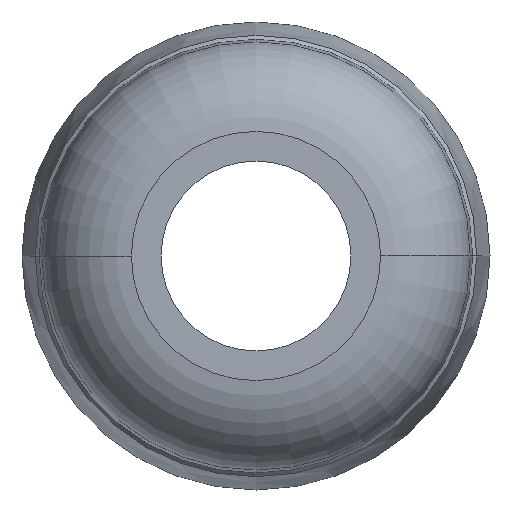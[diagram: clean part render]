
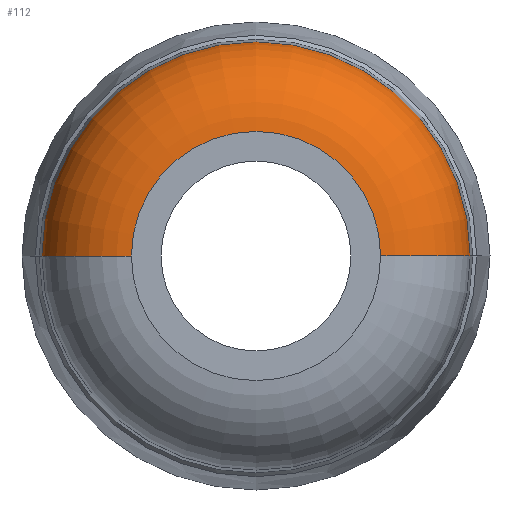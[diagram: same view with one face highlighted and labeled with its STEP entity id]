
A CAD part, front view. The second image highlights one B-rep face of the part: STEP entity #112.
In plain terms, the highlighted toroidal (fillet/blend) face has major radius 10.07 mm and minor radius 8 mm.
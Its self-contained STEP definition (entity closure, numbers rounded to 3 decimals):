
#5 = CARTESIAN_POINT ( 'NONE',  ( 0., -34.988, 10.5 ) ) ;
#8 = AXIS2_PLACEMENT_3D ( 'NONE', #367, #701, #179 ) ;
#11 = EDGE_CURVE ( 'NONE', #405, #707, #680, .T. ) ;
#62 = CARTESIAN_POINT ( 'NONE',  ( 10.07, -27., 0. ) ) ;
#64 = ORIENTED_EDGE ( 'NONE', *, *, #736, .F. ) ;
#83 = DIRECTION ( 'NONE',  ( 0., 1., 0. ) ) ;
#89 = AXIS2_PLACEMENT_3D ( 'NONE', #186, #83, #366 ) ;
#108 = DIRECTION ( 'NONE',  ( -1., 0., 0. ) ) ;
#112 = ADVANCED_FACE ( 'NONE', ( #526 ), #328, .T. ) ;
#134 = ORIENTED_EDGE ( 'NONE', *, *, #11, .F. ) ;
#140 = EDGE_CURVE ( 'NONE', #311, #279, #273, .T. ) ;
#145 = CARTESIAN_POINT ( 'NONE',  ( 18.04, -27.697, 0. ) ) ;
#166 = EDGE_CURVE ( 'NONE', #311, #452, #516, .T. ) ;
#179 = DIRECTION ( 'NONE',  ( -1., 0., 0. ) ) ;
#186 = CARTESIAN_POINT ( 'NONE',  ( 0., -27.697, 0. ) ) ;
#217 = CARTESIAN_POINT ( 'NONE',  ( -10.07, -27., 0. ) ) ;
#223 = CARTESIAN_POINT ( 'NONE',  ( 0., -34.988, 0. ) ) ;
#237 = CARTESIAN_POINT ( 'NONE',  ( -10.5, -34.988, 0. ) ) ;
#254 = DIRECTION ( 'NONE',  ( -1., 0., 0. ) ) ;
#273 = CIRCLE ( 'NONE', #421, 8. ) ;
#279 = VERTEX_POINT ( 'NONE', #145 ) ;
#285 = AXIS2_PLACEMENT_3D ( 'NONE', #217, #676, #108 ) ;
#294 = ORIENTED_EDGE ( 'NONE', *, *, #600, .F. ) ;
#310 = DIRECTION ( 'NONE',  ( 0., 0., 1. ) ) ;
#311 = VERTEX_POINT ( 'NONE', #435 ) ;
#328 = TOROIDAL_SURFACE ( 'NONE', #432, 10.07, 8. ) ;
#355 = DIRECTION ( 'NONE',  ( 0., -1., 0. ) ) ;
#366 = DIRECTION ( 'NONE',  ( -1., 0., 0. ) ) ;
#367 = CARTESIAN_POINT ( 'NONE',  ( 0., -34.988, 0. ) ) ;
#401 = AXIS2_PLACEMENT_3D ( 'NONE', #223, #355, #451 ) ;
#405 = VERTEX_POINT ( 'NONE', #237 ) ;
#411 = CIRCLE ( 'NONE', #89, 18.04 ) ;
#419 = CARTESIAN_POINT ( 'NONE',  ( 0., -27., 0. ) ) ;
#421 = AXIS2_PLACEMENT_3D ( 'NONE', #62, #310, #587 ) ;
#432 = AXIS2_PLACEMENT_3D ( 'NONE', #419, #574, #254 ) ;
#435 = CARTESIAN_POINT ( 'NONE',  ( 10.5, -34.988, 0. ) ) ;
#451 = DIRECTION ( 'NONE',  ( -1., 0., 0. ) ) ;
#452 = VERTEX_POINT ( 'NONE', #5 ) ;
#470 = ORIENTED_EDGE ( 'NONE', *, *, #140, .T. ) ;
#516 = CIRCLE ( 'NONE', #8, 10.5 ) ;
#526 = FACE_OUTER_BOUND ( 'NONE', #556, .T. ) ;
#542 = CIRCLE ( 'NONE', #401, 10.5 ) ;
#556 = EDGE_LOOP ( 'NONE', ( #608, #470, #64, #134, #294 ) ) ;
#574 = DIRECTION ( 'NONE',  ( 0., 1., 0. ) ) ;
#587 = DIRECTION ( 'NONE',  ( 1., 0., 0. ) ) ;
#600 = EDGE_CURVE ( 'NONE', #452, #405, #542, .T. ) ;
#608 = ORIENTED_EDGE ( 'NONE', *, *, #166, .F. ) ;
#676 = DIRECTION ( 'NONE',  ( 0., 0., -1. ) ) ;
#680 = CIRCLE ( 'NONE', #285, 8. ) ;
#701 = DIRECTION ( 'NONE',  ( 0., -1., 0. ) ) ;
#707 = VERTEX_POINT ( 'NONE', #716 ) ;
#716 = CARTESIAN_POINT ( 'NONE',  ( -18.04, -27.697, 0. ) ) ;
#736 = EDGE_CURVE ( 'NONE', #707, #279, #411, .T. ) ;
